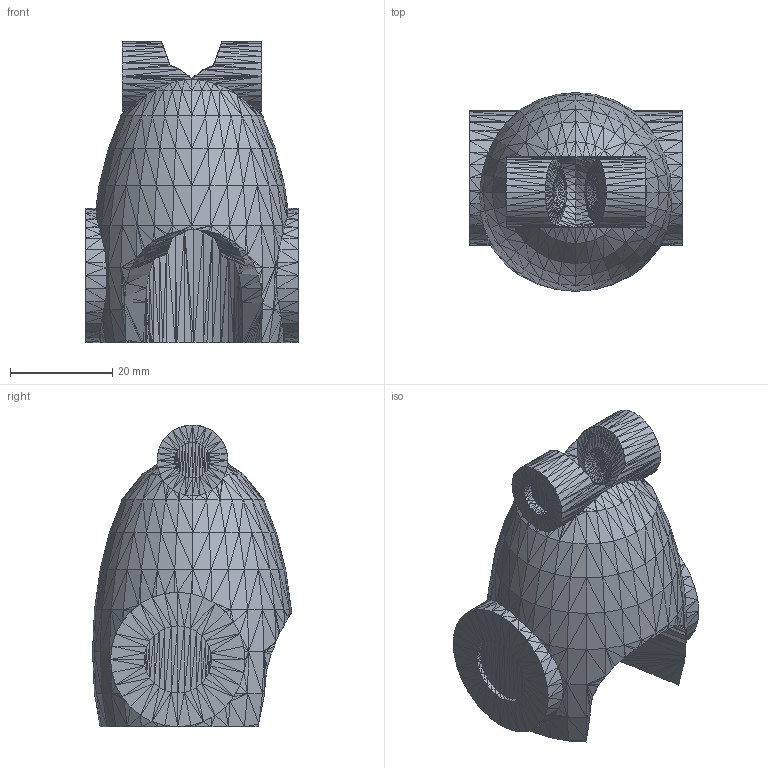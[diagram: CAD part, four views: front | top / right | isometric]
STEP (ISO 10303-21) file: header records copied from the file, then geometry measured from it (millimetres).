
FILE_DESCRIPTION(/* description */ (''),/* implementation_level */ '2;1');
FILE_NAME(/* name */ 'Robot Shins v3.step',/* time_stamp */ '2018-10-25T12:47:50-05:00',/* author */ (''),/* organization */ (''),/* preprocessor_version */ 'ST-DEVELOPER v17.2',/* originating_system */ 'Autodesk Translation Framework v7.6.0.251',/* authorisation */ '');
FILE_SCHEMA (('AUTOMOTIVE_DESIGN { 1 0 10303 214 3 1 1 }'));
Products named in the file (1): Robot Shins
Bounding box: 41.7 x 38.99 x 59.18 mm (x, y, z)
Volume: 39866.2 mm3; surface area: 9660 mm2
Topology: 1 solids, 1 shells, 3580 faces, 5379 edges, 1801 vertices
Faces by surface type: plane 3580
Entity records: 69943 total; most frequent: DIRECTION 12541, CARTESIAN_POINT 10761, ORIENTED_EDGE 10758, LINE 5379, VECTOR 5379, EDGE_CURVE 5379, AXIS2_PLACEMENT_3D 3581, FACE_OUTER_BOUND 3580
